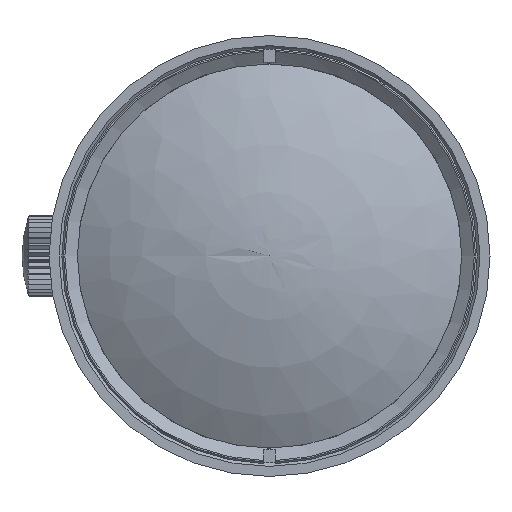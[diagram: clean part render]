
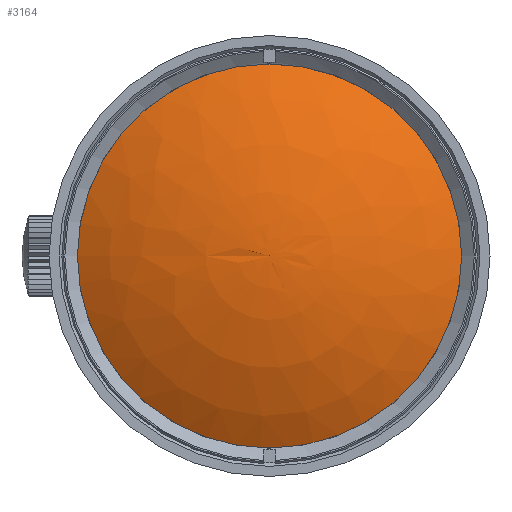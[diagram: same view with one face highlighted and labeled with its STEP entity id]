
A CAD part, left-side view. The second image highlights one B-rep face of the part: STEP entity #3164.
In plain terms, the highlighted face is a revolution surface.
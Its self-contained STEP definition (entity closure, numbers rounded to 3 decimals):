
#158=SURFACE_OF_REVOLUTION('',#1816,#160);
#160=AXIS1_PLACEMENT('',#19364,#15066);
#162=VERTEX_LOOP('',#9162);
#1815=B_SPLINE_CURVE_WITH_KNOTS('',3,(#19338,#19339,#19340,#19341,#19342,
#19343,#19344,#19345,#19346,#19347,#19348,#19349,#19350,#19351,#19352,#19353,
#19354,#19355),.UNSPECIFIED.,.T.,.F.,(2,2,2,2,2,2,2,2,2,2,2),(-0.125,0.,
0.125,0.25,0.375,0.5,0.625,0.75,0.875,1.,1.125),.UNSPECIFIED.);
#1816=B_SPLINE_CURVE_WITH_KNOTS('',3,(#19359,#19360,#19361,#19362,#19363),
 .UNSPECIFIED.,.F.,.F.,(4,1,4),(0.,0.513,1.),.UNSPECIFIED.);
#3164=ADVANCED_FACE('',(#3890,#3891),#158,.F.);
#3890=FACE_BOUND('',#162,.T.);
#3891=FACE_BOUND('',#4534,.T.);
#4534=EDGE_LOOP('',(#6612));
#6612=ORIENTED_EDGE('',*,*,#10891,.F.);
#9161=VERTEX_POINT('',#19356);
#9162=VERTEX_POINT('',#19358);
#10891=EDGE_CURVE('',#9161,#9161,#1815,.T.);
#15066=DIRECTION('',(-1.,0.,0.));
#19338=CARTESIAN_POINT('',(-54.206,4.254,16.25));
#19339=CARTESIAN_POINT('',(-54.206,-4.254,16.25));
#19340=CARTESIAN_POINT('',(-54.206,-8.482,14.499));
#19341=CARTESIAN_POINT('',(-54.206,-14.499,8.482));
#19342=CARTESIAN_POINT('',(-54.206,-16.25,4.254));
#19343=CARTESIAN_POINT('',(-54.206,-16.25,-4.254));
#19344=CARTESIAN_POINT('',(-54.206,-14.499,-8.482));
#19345=CARTESIAN_POINT('',(-54.206,-8.482,-14.499));
#19346=CARTESIAN_POINT('',(-54.206,-4.254,-16.25));
#19347=CARTESIAN_POINT('',(-54.206,4.254,-16.25));
#19348=CARTESIAN_POINT('',(-54.206,8.482,-14.499));
#19349=CARTESIAN_POINT('',(-54.206,14.499,-8.482));
#19350=CARTESIAN_POINT('',(-54.206,16.25,-4.254));
#19351=CARTESIAN_POINT('',(-54.206,16.25,4.254));
#19352=CARTESIAN_POINT('',(-54.206,14.499,8.482));
#19353=CARTESIAN_POINT('',(-54.206,8.482,14.499));
#19354=CARTESIAN_POINT('',(-54.206,4.254,16.25));
#19355=CARTESIAN_POINT('',(-54.206,-4.254,16.25));
#19356=CARTESIAN_POINT('',(-54.209,0.,16.244));
#19358=CARTESIAN_POINT('',(-58.502,0.,0.));
#19359=CARTESIAN_POINT('',(-58.502,0.,0.));
#19360=CARTESIAN_POINT('',(-58.502,2.779,0.));
#19361=CARTESIAN_POINT('',(-57.825,8.192,0.));
#19362=CARTESIAN_POINT('',(-55.71,13.605,0.));
#19363=CARTESIAN_POINT('',(-54.212,16.238,0.));
#19364=CARTESIAN_POINT('',(-58.502,0.,0.));
